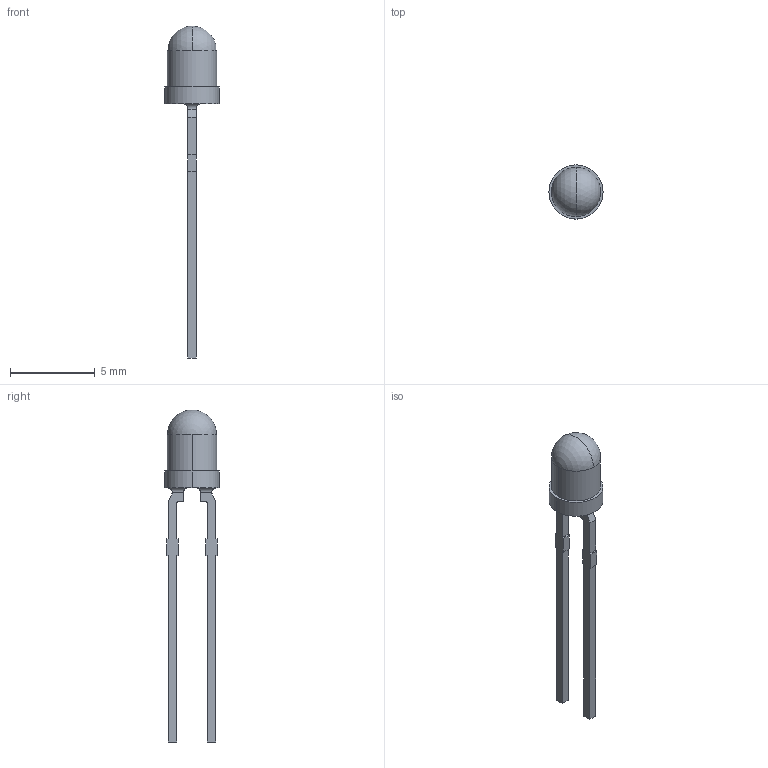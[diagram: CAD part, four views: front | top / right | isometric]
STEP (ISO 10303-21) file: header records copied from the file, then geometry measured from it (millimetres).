
FILE_DESCRIPTION (( 'STEP AP214' ), '1' );
FILE_NAME ('LED 3MM YELLOW.STEP', '2023-09-15T07:26:39', ( '' ), ( '' ), 'SwSTEP 2.0', 'SolidWorks 2021', '' );
FILE_SCHEMA (( 'AUTOMOTIVE_DESIGN' ));
Length unit declared in the file: millimetre
Products named in the file (1): LED 3MM YELLOW
Bounding box: 3.2 x 3.2 x 19.6 mm (x, y, z)
Volume: 36.6 mm3; surface area: 114.1 mm2
Topology: 1 solids, 1 shells, 50 faces, 134 edges, 87 vertices
Faces by surface type: plane 34, cylinder 14, sphere 2
Entity records: 1742 total; most frequent: CARTESIAN_POINT 294, ORIENTED_EDGE 264, DIRECTION 246, EDGE_CURVE 132, VECTOR 104, LINE 104, VERTEX_POINT 87, AXIS2_PLACEMENT_3D 71
